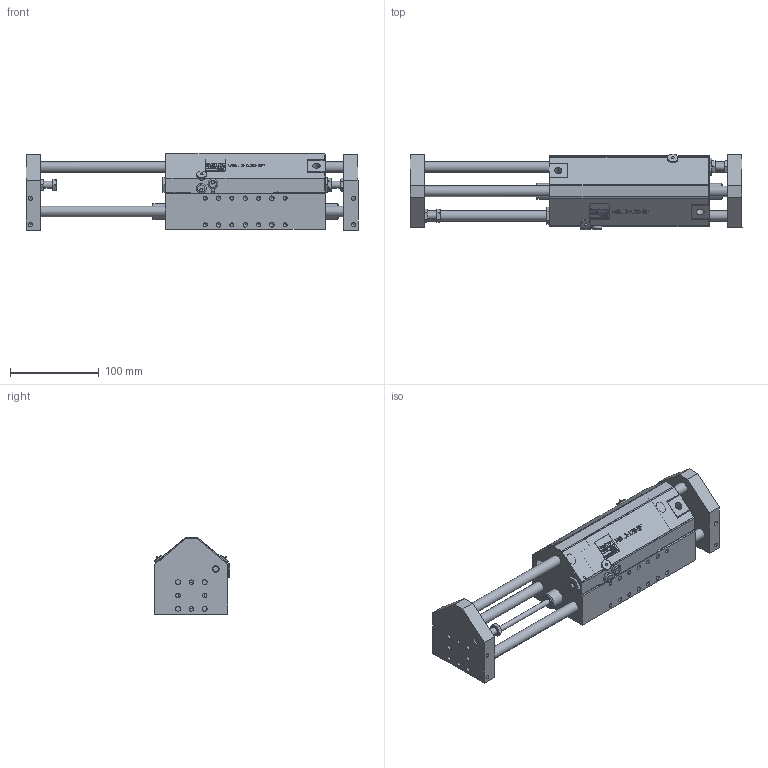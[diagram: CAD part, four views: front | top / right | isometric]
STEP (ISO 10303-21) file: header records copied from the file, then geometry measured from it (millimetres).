
FILE_DESCRIPTION((''),'2;1');
FILE_NAME('MSL2-120-3F.stp','2012-09-28T10:23:50',('hartung_david'),(''),'Autodesk Inventor 2012','Autodesk Inventor 2012','');
FILE_SCHEMA(('AUTOMOTIVE_DESIGN { 1 0 10303 214 1 1 1 1 }'));
Length unit declared in the file: millimetre
Products named in the file (3): MSL2-120-3F; MSL2-120-3F-010; MSL2-120-3F-020
Assembly tree (2 placements, depth 2):
  MSL2-120-3F
    MSL2-120-3F-010
    MSL2-120-3F-020
Bounding box: 374 x 85.52 x 86 mm (x, y, z)
Volume: 1267979.1 mm3; surface area: 239979.8 mm2
Topology: 2 solids, 34 shells, 1259 faces, 3257 edges, 2159 vertices
Faces by surface type: plane 607, bspline 254, cylinder 252, cone 140, revolution 4, torus 2
Full cylindrical faces by diameter (mm): 2.459 x2, 3.242 x2, 3.7 x2, 4 x2, 4.134 x24, 4.459 x36, 5 x26, 5.5 x8, 6 x6, 6.5 x2, 6.917 x2, 7 x2, 7.459 x2, 8 x6, 8.5 x2, 8.566 x2, 8.8 x2, 9.5 x4, 10 x12, 10.8 x2, 11 x10, 11.4 x2, 11.5 x2, 12 x14, 12.05 x2, 12.376 x2, 13 x2, 15 x4, 18 x2, 29 x2
Entity records: 38871 total; most frequent: CARTESIAN_POINT 10390, ORIENTED_EDGE 5528, DIRECTION 4786, EDGE_CURVE 2764, VERTEX_POINT 1968, EDGE_LOOP 1762, AXIS2_PLACEMENT_3D 1604, VECTOR 1574
